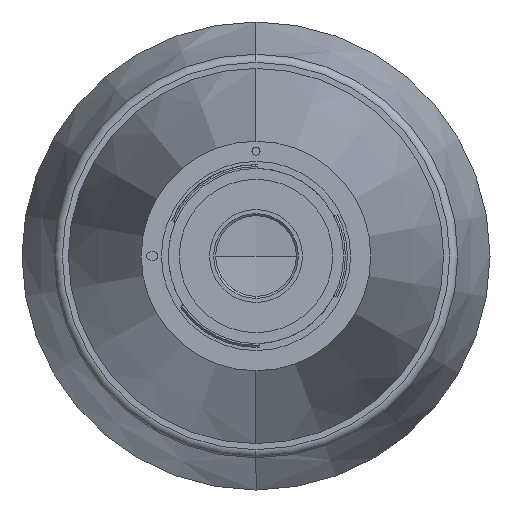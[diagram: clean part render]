
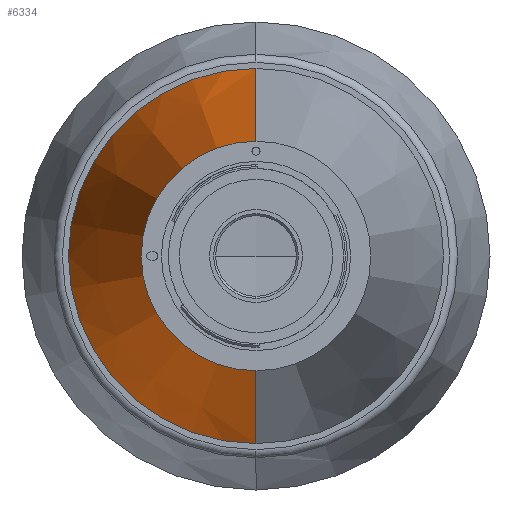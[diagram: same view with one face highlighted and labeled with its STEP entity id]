
A CAD part, left-side view. The second image highlights one B-rep face of the part: STEP entity #6334.
In plain terms, the highlighted conical face has half-angle 13.358 degrees and reference radius 46.5 mm.
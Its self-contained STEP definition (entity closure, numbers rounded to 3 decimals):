
#28 = ORIENTED_EDGE ( 'NONE', *, *, #3104, .F. ) ;
#93 = FACE_OUTER_BOUND ( 'NONE', #3551, .T. ) ;
#101 = DIRECTION ( 'NONE',  ( 0., 0., -1. ) ) ;
#336 = DIRECTION ( 'NONE',  ( 0., 0., -1. ) ) ;
#366 = VERTEX_POINT ( 'NONE', #3964 ) ;
#477 = CARTESIAN_POINT ( 'NONE',  ( 179.686, 0., 0. ) ) ;
#853 = LINE ( 'NONE', #2003, #5973 ) ;
#972 = DIRECTION ( 'NONE',  ( 0., 0., 1. ) ) ;
#977 = CARTESIAN_POINT ( 'NONE',  ( 179.686, 0., 46.5 ) ) ;
#1201 = EDGE_CURVE ( 'NONE', #6098, #1718, #4894, .T. ) ;
#1231 = CIRCLE ( 'NONE', #5077, 19.441 ) ;
#1709 = ORIENTED_EDGE ( 'NONE', *, *, #1201, .T. ) ;
#1718 = VERTEX_POINT ( 'NONE', #5695 ) ;
#2003 = CARTESIAN_POINT ( 'NONE',  ( 179.686, 0., -46.5 ) ) ;
#2096 = CONICAL_SURFACE ( 'NONE', #4304, 46.5, 0.233 ) ;
#2255 = VECTOR ( 'NONE', #4444, 1000. ) ;
#2321 = EDGE_CURVE ( 'NONE', #1718, #366, #4254, .T. ) ;
#2471 = EDGE_CURVE ( 'NONE', #5495, #6098, #1231, .T. ) ;
#2588 = CARTESIAN_POINT ( 'NONE',  ( 65.737, 0., 19.441 ) ) ;
#3063 = DIRECTION ( 'NONE',  ( 1., 0., 0. ) ) ;
#3104 = EDGE_CURVE ( 'NONE', #5495, #366, #853, .T. ) ;
#3285 = CARTESIAN_POINT ( 'NONE',  ( 179.686, 0., 0. ) ) ;
#3551 = EDGE_LOOP ( 'NONE', ( #3711, #1709, #4633, #28 ) ) ;
#3711 = ORIENTED_EDGE ( 'NONE', *, *, #2471, .T. ) ;
#3943 = DIRECTION ( 'NONE',  ( -1., 0., 0. ) ) ;
#3964 = CARTESIAN_POINT ( 'NONE',  ( 179.686, 0., -46.5 ) ) ;
#4156 = CARTESIAN_POINT ( 'NONE',  ( 65.737, 0., -19.441 ) ) ;
#4254 = CIRCLE ( 'NONE', #6409, 46.5 ) ;
#4304 = AXIS2_PLACEMENT_3D ( 'NONE', #3285, #4757, #336 ) ;
#4444 = DIRECTION ( 'NONE',  ( 0.973, 0., 0.231 ) ) ;
#4633 = ORIENTED_EDGE ( 'NONE', *, *, #2321, .T. ) ;
#4757 = DIRECTION ( 'NONE',  ( 1., 0., 0. ) ) ;
#4894 = LINE ( 'NONE', #977, #2255 ) ;
#5077 = AXIS2_PLACEMENT_3D ( 'NONE', #6023, #3063, #101 ) ;
#5495 = VERTEX_POINT ( 'NONE', #4156 ) ;
#5695 = CARTESIAN_POINT ( 'NONE',  ( 179.686, 0., 46.5 ) ) ;
#5958 = DIRECTION ( 'NONE',  ( 0.973, 0., -0.231 ) ) ;
#5973 = VECTOR ( 'NONE', #5958, 1000. ) ;
#6023 = CARTESIAN_POINT ( 'NONE',  ( 65.737, 0., 0. ) ) ;
#6098 = VERTEX_POINT ( 'NONE', #2588 ) ;
#6334 = ADVANCED_FACE ( 'NONE', ( #93 ), #2096, .T. ) ;
#6409 = AXIS2_PLACEMENT_3D ( 'NONE', #477, #3943, #972 ) ;
